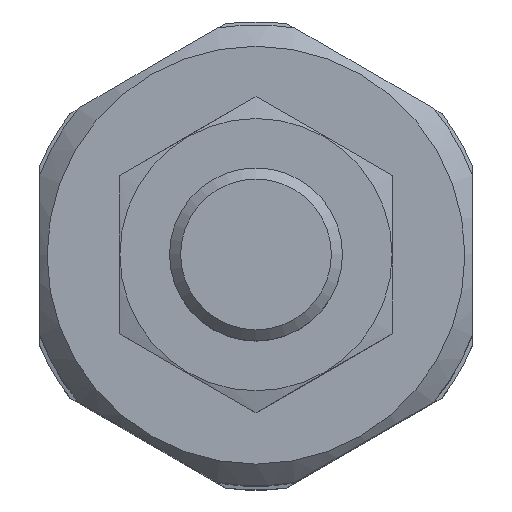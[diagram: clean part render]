
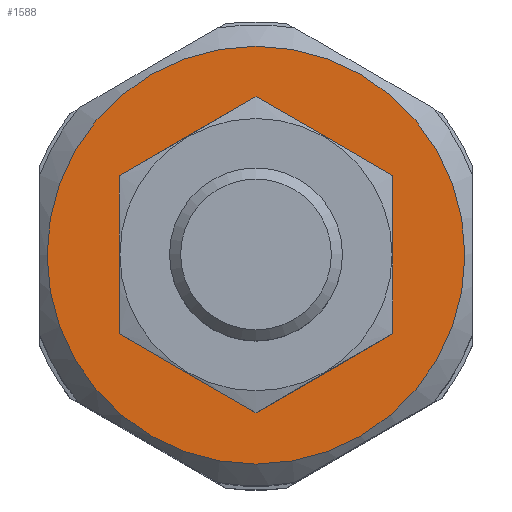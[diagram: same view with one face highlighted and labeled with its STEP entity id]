
A CAD part, top view. The second image highlights one B-rep face of the part: STEP entity #1588.
In plain terms, the highlighted planar face has unit normal (0, 0, 1).
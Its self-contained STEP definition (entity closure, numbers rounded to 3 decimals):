
#63=PLANE('',#1784);
#267=CIRCLE('',#1785,9.);
#268=CIRCLE('',#1786,14.5);
#390=ORIENTED_EDGE('',*,*,#825,.T.);
#391=ORIENTED_EDGE('',*,*,#826,.F.);
#825=EDGE_CURVE('',#1036,#1036,#267,.T.);
#826=EDGE_CURVE('',#1037,#1037,#268,.T.);
#1036=VERTEX_POINT('',#2570);
#1037=VERTEX_POINT('',#2572);
#1240=EDGE_LOOP('',(#390));
#1241=EDGE_LOOP('',(#391));
#1396=FACE_BOUND('',#1240,.T.);
#1397=FACE_BOUND('',#1241,.T.);
#1588=ADVANCED_FACE('',(#1396,#1397),#63,.T.);
#1784=AXIS2_PLACEMENT_3D('',#2568,#2036,#2037);
#1785=AXIS2_PLACEMENT_3D('',#2569,#2038,#2039);
#1786=AXIS2_PLACEMENT_3D('',#2571,#2040,#2041);
#2036=DIRECTION('',(0.,0.,1.));
#2037=DIRECTION('',(1.,0.,0.));
#2038=DIRECTION('',(0.,0.,-1.));
#2039=DIRECTION('',(-1.,0.,0.));
#2040=DIRECTION('',(0.,0.,-1.));
#2041=DIRECTION('',(-1.,0.,0.));
#2568=CARTESIAN_POINT('',(0.,14.5,0.));
#2569=CARTESIAN_POINT('',(0.,0.,0.));
#2570=CARTESIAN_POINT('',(-9.,0.,0.));
#2571=CARTESIAN_POINT('',(0.,0.,0.));
#2572=CARTESIAN_POINT('',(-14.5,0.,0.));
